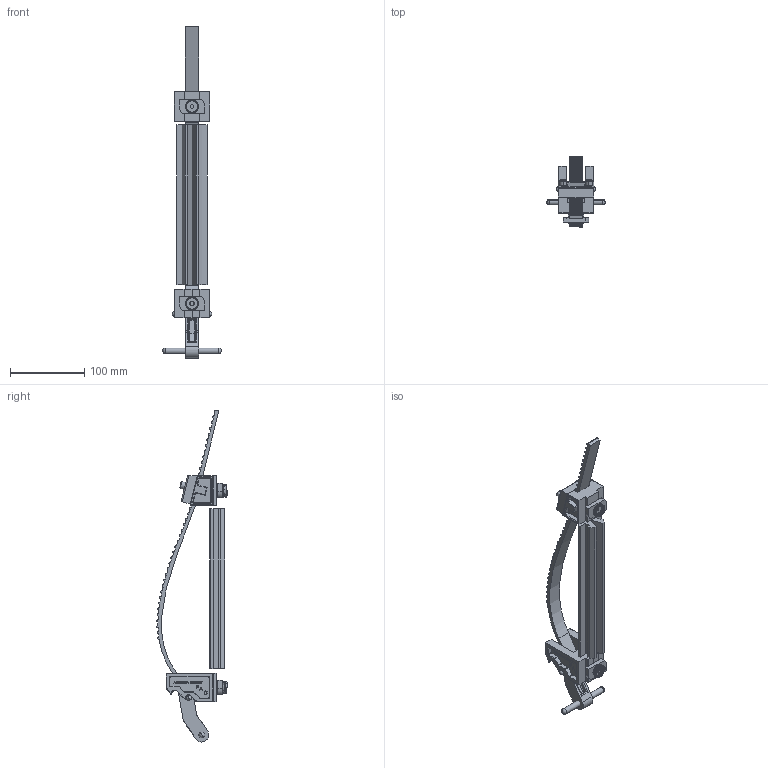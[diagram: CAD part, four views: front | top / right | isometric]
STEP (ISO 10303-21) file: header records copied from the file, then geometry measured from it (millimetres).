
FILE_DESCRIPTION (( 'STEP AP203' ), '1' );
FILE_NAME ('1006.STEP', '2014-08-28T14:46:35', ( 'jgonzalez' ), ( '' ), 'SwSTEP 2.0', 'SolidWorks 2014', '' );
FILE_SCHEMA (( 'CONFIG_CONTROL_DESIGN' ));
Length unit declared in the file: inch
Products named in the file (9): 2004; 2005; 2002_HX-SHCS 0.25-20x0.75x0.75-N; 2010_compressed; 2011; 2008 - IN USE; 1006; 1006-3; 2003
Assembly tree (13 placements, depth 2):
  1006
    1006-3
    2003
    2004
    2005
    2002_HX-SHCS 0.25-20x0.75x0.75-N  x4
    2010_compressed  x2
    2011  x2
    2008 - IN USE
Bounding box: 78.89 x 95.01 x 448.07 mm (x, y, z)
Volume: 273567.6 mm3; surface area: 111213.1 mm2
Topology: 16 solids, 16 shells, 1002 faces, 2531 edges, 1565 vertices
Faces by surface type: plane 402, cylinder 334, torus 108, bspline 106, cone 32, sphere 20
Entity records: 33461 total; most frequent: CARTESIAN_POINT 11086, ORIENTED_EDGE 4516, DIRECTION 4383, EDGE_CURVE 2258, AXIS2_PLACEMENT_3D 1556, VERTEX_POINT 1418, VECTOR 1271, LINE 1271
